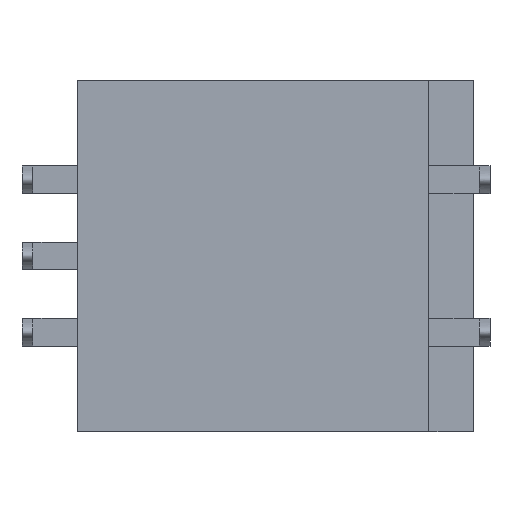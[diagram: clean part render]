
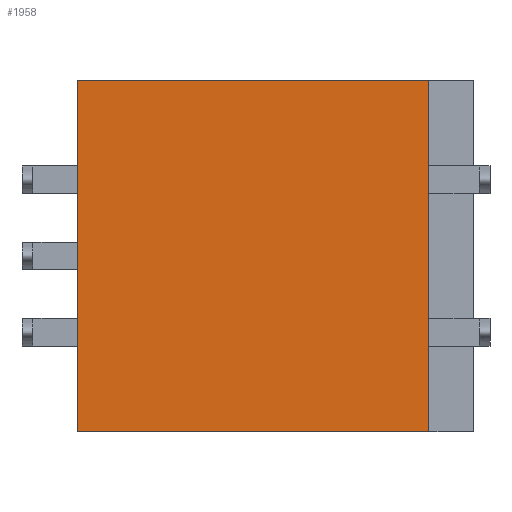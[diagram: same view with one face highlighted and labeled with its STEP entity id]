
A CAD part, front view. The second image highlights one B-rep face of the part: STEP entity #1958.
In plain terms, the highlighted planar face has unit normal (0, -1, 0).
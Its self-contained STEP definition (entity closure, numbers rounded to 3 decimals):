
#77 = VECTOR ( 'NONE', #2700, 1000. ) ;
#95 = ORIENTED_EDGE ( 'NONE', *, *, #567, .F. ) ;
#104 = LINE ( 'NONE', #809, #701 ) ;
#181 = ORIENTED_EDGE ( 'NONE', *, *, #1083, .F. ) ;
#470 = DIRECTION ( 'NONE',  ( -1., 0., 0. ) ) ;
#485 = EDGE_CURVE ( 'NONE', #773, #2408, #1406, .T. ) ;
#567 = EDGE_CURVE ( 'NONE', #2408, #2315, #1472, .T. ) ;
#697 = CARTESIAN_POINT ( 'NONE',  ( 0., 0., -11.7 ) ) ;
#701 = VECTOR ( 'NONE', #1663, 1000. ) ;
#765 = VECTOR ( 'NONE', #1677, 1000. ) ;
#773 = VERTEX_POINT ( 'NONE', #1491 ) ;
#778 = FACE_OUTER_BOUND ( 'NONE', #2747, .T. ) ;
#809 = CARTESIAN_POINT ( 'NONE',  ( 11.7, 0., 0. ) ) ;
#821 = VERTEX_POINT ( 'NONE', #1066 ) ;
#923 = CARTESIAN_POINT ( 'NONE',  ( 0., 0., -11.7 ) ) ;
#1066 = CARTESIAN_POINT ( 'NONE',  ( 11.7, 0., 0. ) ) ;
#1083 = EDGE_CURVE ( 'NONE', #821, #773, #104, .T. ) ;
#1103 = DIRECTION ( 'NONE',  ( 0., -1., 0. ) ) ;
#1120 = ORIENTED_EDGE ( 'NONE', *, *, #485, .F. ) ;
#1396 = CARTESIAN_POINT ( 'NONE',  ( 0., 0., 0. ) ) ;
#1406 = LINE ( 'NONE', #697, #2555 ) ;
#1472 = LINE ( 'NONE', #1396, #77 ) ;
#1491 = CARTESIAN_POINT ( 'NONE',  ( 11.7, 0., -11.7 ) ) ;
#1498 = CARTESIAN_POINT ( 'NONE',  ( 0., 0., 0. ) ) ;
#1591 = AXIS2_PLACEMENT_3D ( 'NONE', #2404, #1103, #2623 ) ;
#1663 = DIRECTION ( 'NONE',  ( 0., 0., -1. ) ) ;
#1677 = DIRECTION ( 'NONE',  ( 1., 0., 0. ) ) ;
#1891 = CARTESIAN_POINT ( 'NONE',  ( 0., 0., 0. ) ) ;
#1958 = ADVANCED_FACE ( 'NONE', ( #778 ), #2835, .T. ) ;
#2315 = VERTEX_POINT ( 'NONE', #1498 ) ;
#2328 = ORIENTED_EDGE ( 'NONE', *, *, #2684, .F. ) ;
#2404 = CARTESIAN_POINT ( 'NONE',  ( 0., 0., 0. ) ) ;
#2408 = VERTEX_POINT ( 'NONE', #923 ) ;
#2502 = LINE ( 'NONE', #1891, #765 ) ;
#2555 = VECTOR ( 'NONE', #470, 1000. ) ;
#2623 = DIRECTION ( 'NONE',  ( 0., 0., -1. ) ) ;
#2684 = EDGE_CURVE ( 'NONE', #2315, #821, #2502, .T. ) ;
#2700 = DIRECTION ( 'NONE',  ( 0., 0., 1. ) ) ;
#2747 = EDGE_LOOP ( 'NONE', ( #95, #1120, #181, #2328 ) ) ;
#2835 = PLANE ( 'NONE',  #1591 ) ;
